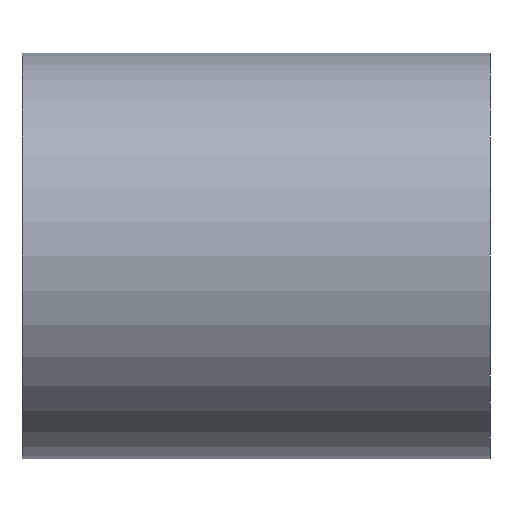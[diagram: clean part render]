
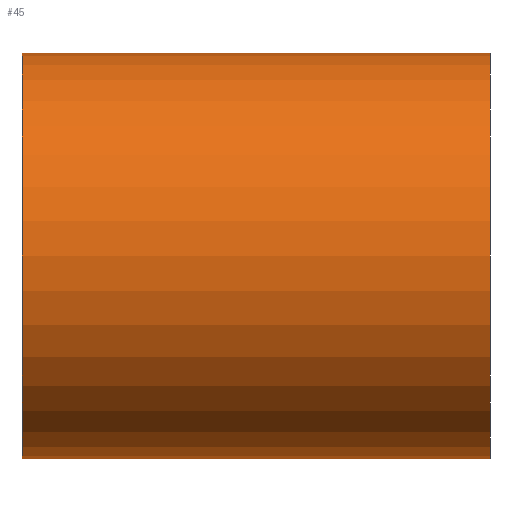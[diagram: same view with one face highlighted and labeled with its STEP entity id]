
A CAD part, left-side view. The second image highlights one B-rep face of the part: STEP entity #45.
In plain terms, the highlighted cylindrical face has radius 13 mm (diameter 26 mm), a partial arc.
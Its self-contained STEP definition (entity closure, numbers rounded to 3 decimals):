
#6 = CARTESIAN_POINT ( 'NONE',  ( 0., 30., 0. ) ) ;
#23 = AXIS2_PLACEMENT_3D ( 'NONE', #6, #70, #106 ) ;
#24 = DIRECTION ( 'NONE',  ( 0., 0., 1. ) ) ;
#25 = DIRECTION ( 'NONE',  ( 0., 1., 0. ) ) ;
#42 = ORIENTED_EDGE ( 'NONE', *, *, #191, .T. ) ;
#45 = ADVANCED_FACE ( 'NONE', ( #153 ), #167, .T. ) ;
#62 = VECTOR ( 'NONE', #129, 1000. ) ;
#70 = DIRECTION ( 'NONE',  ( 0., 1., 0. ) ) ;
#71 = LINE ( 'NONE', #104, #77 ) ;
#77 = VECTOR ( 'NONE', #185, 1000. ) ;
#78 = CARTESIAN_POINT ( 'NONE',  ( 0., 30., 0. ) ) ;
#83 = EDGE_LOOP ( 'NONE', ( #149, #109, #42, #100 ) ) ;
#94 = AXIS2_PLACEMENT_3D ( 'NONE', #78, #95, #181 ) ;
#95 = DIRECTION ( 'NONE',  ( 0., -1., 0. ) ) ;
#100 = ORIENTED_EDGE ( 'NONE', *, *, #165, .T. ) ;
#102 = EDGE_CURVE ( 'NONE', #156, #164, #110, .T. ) ;
#104 = CARTESIAN_POINT ( 'NONE',  ( 0., 30., 13. ) ) ;
#106 = DIRECTION ( 'NONE',  ( 0., 0., 1. ) ) ;
#109 = ORIENTED_EDGE ( 'NONE', *, *, #102, .F. ) ;
#110 = CIRCLE ( 'NONE', #23, 13. ) ;
#119 = CARTESIAN_POINT ( 'NONE',  ( 0., 30., -13. ) ) ;
#128 = VERTEX_POINT ( 'NONE', #188 ) ;
#129 = DIRECTION ( 'NONE',  ( 0., -1., 0. ) ) ;
#136 = CARTESIAN_POINT ( 'NONE',  ( 0., 0., 0. ) ) ;
#138 = AXIS2_PLACEMENT_3D ( 'NONE', #136, #25, #24 ) ;
#148 = CARTESIAN_POINT ( 'NONE',  ( 0., 0., -13. ) ) ;
#149 = ORIENTED_EDGE ( 'NONE', *, *, #175, .F. ) ;
#153 = FACE_OUTER_BOUND ( 'NONE', #83, .T. ) ;
#156 = VERTEX_POINT ( 'NONE', #119 ) ;
#158 = CARTESIAN_POINT ( 'NONE',  ( 0., 30., 13. ) ) ;
#159 = CIRCLE ( 'NONE', #138, 13. ) ;
#164 = VERTEX_POINT ( 'NONE', #158 ) ;
#165 = EDGE_CURVE ( 'NONE', #194, #128, #159, .T. ) ;
#167 = CYLINDRICAL_SURFACE ( 'NONE', #94, 13. ) ;
#175 = EDGE_CURVE ( 'NONE', #164, #128, #71, .T. ) ;
#180 = LINE ( 'NONE', #197, #62 ) ;
#181 = DIRECTION ( 'NONE',  ( 0., 0., -1. ) ) ;
#185 = DIRECTION ( 'NONE',  ( 0., -1., 0. ) ) ;
#188 = CARTESIAN_POINT ( 'NONE',  ( 0., 0., 13. ) ) ;
#191 = EDGE_CURVE ( 'NONE', #156, #194, #180, .T. ) ;
#194 = VERTEX_POINT ( 'NONE', #148 ) ;
#197 = CARTESIAN_POINT ( 'NONE',  ( 0., 30., -13. ) ) ;
